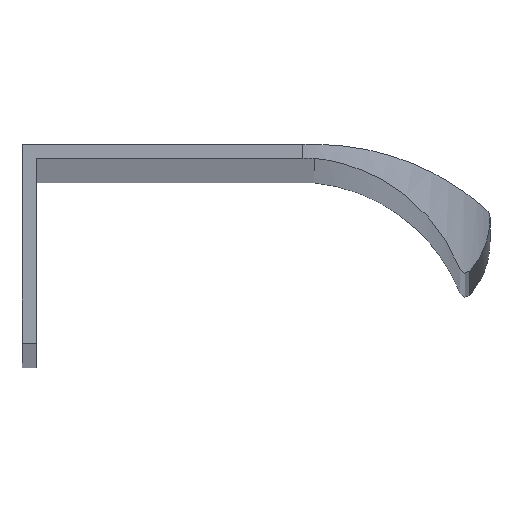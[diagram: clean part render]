
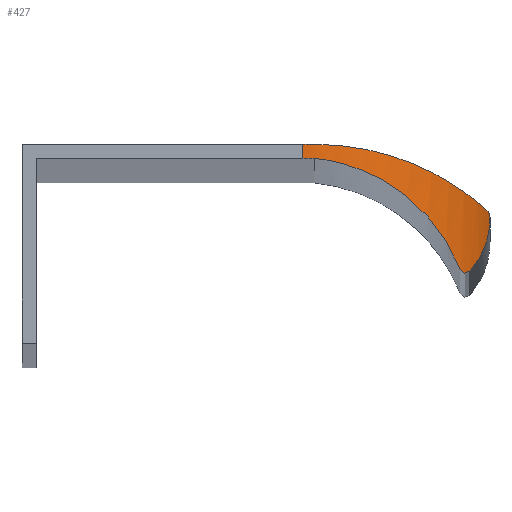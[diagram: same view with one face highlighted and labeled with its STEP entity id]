
A CAD part, top view. The second image highlights one B-rep face of the part: STEP entity #427.
In plain terms, the highlighted cylindrical face has radius 18 mm (diameter 36 mm), a partial arc.
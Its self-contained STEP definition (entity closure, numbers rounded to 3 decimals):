
#21=B_SPLINE_CURVE_WITH_KNOTS('',3,(#762,#763,#764,#765,#766,#767,#768,
#769,#770,#771,#772,#773,#774,#775,#776,#777),.UNSPECIFIED.,.F.,.F.,(4,
2,2,2,2,2,2,4),(9.265,9.388,9.735,10.082,
10.428,10.79,11.152,11.271),
 .UNSPECIFIED.);
#22=B_SPLINE_CURVE_WITH_KNOTS('',3,(#785,#786,#787,#788,#789,#790,#791,
#792,#793,#794,#795,#796,#797,#798),.UNSPECIFIED.,.F.,.F.,(4,2,2,2,2,2,
4),(5.492,5.542,5.859,6.177,
6.787,7.091,7.243),.UNSPECIFIED.);
#23=B_SPLINE_CURVE_WITH_KNOTS('',3,(#800,#801,#802,#803,#804,#805,#806,
#807,#808,#809,#810,#811),.UNSPECIFIED.,.F.,.F.,(4,2,2,2,2,4),(0.26,
0.293,0.33,0.365,0.4,
0.418),.UNSPECIFIED.);
#24=B_SPLINE_CURVE_WITH_KNOTS('',3,(#813,#814,#815,#816,#817,#818,#819,
#820,#821,#822,#823,#824),.UNSPECIFIED.,.F.,.F.,(4,2,2,2,2,4),(2.551,
2.632,2.712,2.872,3.193,3.207),
 .UNSPECIFIED.);
#25=B_SPLINE_CURVE_WITH_KNOTS('',3,(#826,#827,#828,#829),.UNSPECIFIED.,
 .F.,.F.,(4,4),(2.534,2.551),.UNSPECIFIED.);
#26=B_SPLINE_CURVE_WITH_KNOTS('',3,(#830,#831,#832,#833,#834,#835,#836,
#837,#838,#839),.UNSPECIFIED.,.F.,.F.,(4,2,2,2,4),(0.226,0.251,
0.277,0.283,0.289),.UNSPECIFIED.);
#32=CYLINDRICAL_SURFACE('',#490,18.);
#63=FACE_OUTER_BOUND('',#89,.T.);
#89=EDGE_LOOP('',(#346,#347,#348,#349,#350,#351,#352,#353,#354));
#118=LINE('',#781,#148);
#148=VECTOR('',#579,10.);
#183=CIRCLE('',#491,18.);
#184=CIRCLE('',#492,18.);
#214=VERTEX_POINT('',#760);
#215=VERTEX_POINT('',#761);
#216=VERTEX_POINT('',#778);
#217=VERTEX_POINT('',#780);
#218=VERTEX_POINT('',#782);
#219=VERTEX_POINT('',#784);
#220=VERTEX_POINT('',#799);
#221=VERTEX_POINT('',#812);
#222=VERTEX_POINT('',#825);
#264=EDGE_CURVE('',#214,#215,#21,.T.);
#265=EDGE_CURVE('',#216,#214,#183,.T.);
#266=EDGE_CURVE('',#217,#216,#118,.T.);
#267=EDGE_CURVE('',#218,#217,#184,.T.);
#268=EDGE_CURVE('',#219,#218,#22,.T.);
#269=EDGE_CURVE('',#220,#219,#23,.T.);
#270=EDGE_CURVE('',#221,#220,#24,.T.);
#271=EDGE_CURVE('',#222,#221,#25,.T.);
#272=EDGE_CURVE('',#215,#222,#26,.T.);
#346=ORIENTED_EDGE('',*,*,#264,.F.);
#347=ORIENTED_EDGE('',*,*,#265,.F.);
#348=ORIENTED_EDGE('',*,*,#266,.F.);
#349=ORIENTED_EDGE('',*,*,#267,.F.);
#350=ORIENTED_EDGE('',*,*,#268,.F.);
#351=ORIENTED_EDGE('',*,*,#269,.F.);
#352=ORIENTED_EDGE('',*,*,#270,.F.);
#353=ORIENTED_EDGE('',*,*,#271,.F.);
#354=ORIENTED_EDGE('',*,*,#272,.F.);
#427=ADVANCED_FACE('',(#63),#32,.T.);
#490=AXIS2_PLACEMENT_3D('',#759,#575,#576);
#491=AXIS2_PLACEMENT_3D('',#779,#577,#578);
#492=AXIS2_PLACEMENT_3D('',#783,#580,#581);
#575=DIRECTION('center_axis',(0.,-1.,0.));
#576=DIRECTION('ref_axis',(-0.064,0.,-0.998));
#577=DIRECTION('center_axis',(0.,1.,0.));
#578=DIRECTION('ref_axis',(-0.064,0.,-0.998));
#579=DIRECTION('',(0.,1.,0.));
#580=DIRECTION('center_axis',(0.,-1.,0.));
#581=DIRECTION('ref_axis',(-0.064,0.,-0.998));
#759=CARTESIAN_POINT('Origin',(22.85,17.,1182.037));
#760=CARTESIAN_POINT('',(25.107,17.,1199.895));
#761=CARTESIAN_POINT('',(39.835,11.294,1187.996));
#762=CARTESIAN_POINT('Ctrl Pts',(25.107,17.,1199.895));
#763=CARTESIAN_POINT('Ctrl Pts',(25.523,16.999,1199.842));
#764=CARTESIAN_POINT('Ctrl Pts',(25.939,16.986,1199.775));
#765=CARTESIAN_POINT('Ctrl Pts',(27.523,16.892,1199.461));
#766=CARTESIAN_POINT('Ctrl Pts',(28.677,16.729,1199.109));
#767=CARTESIAN_POINT('Ctrl Pts',(30.873,16.246,1198.194));
#768=CARTESIAN_POINT('Ctrl Pts',(31.917,15.927,1197.629));
#769=CARTESIAN_POINT('Ctrl Pts',(33.834,15.198,1196.344));
#770=CARTESIAN_POINT('Ctrl Pts',(34.708,14.788,1195.622));
#771=CARTESIAN_POINT('Ctrl Pts',(36.28,13.942,1194.075));
#772=CARTESIAN_POINT('Ctrl Pts',(37.031,13.472,1193.186));
#773=CARTESIAN_POINT('Ctrl Pts',(38.358,12.54,1191.249));
#774=CARTESIAN_POINT('Ctrl Pts',(38.936,12.078,1190.202));
#775=CARTESIAN_POINT('Ctrl Pts',(39.561,11.54,1188.738));
#776=CARTESIAN_POINT('Ctrl Pts',(39.704,11.413,1188.37));
#777=CARTESIAN_POINT('Ctrl Pts',(39.835,11.294,1187.996));
#778=CARTESIAN_POINT('',(24.,17.,1200.));
#779=CARTESIAN_POINT('Origin',(22.85,17.,1182.037));
#780=CARTESIAN_POINT('',(24.,15.8,1200.));
#781=CARTESIAN_POINT('',(24.,12.75,1200.));
#782=CARTESIAN_POINT('',(25.,15.8,1199.908));
#783=CARTESIAN_POINT('Origin',(22.85,15.8,1182.037));
#784=CARTESIAN_POINT('',(37.446,6.321,1192.571));
#785=CARTESIAN_POINT('Ctrl Pts',(37.446,6.321,1192.571));
#786=CARTESIAN_POINT('Ctrl Pts',(37.391,6.463,1192.647));
#787=CARTESIAN_POINT('Ctrl Pts',(37.334,6.603,1192.725));
#788=CARTESIAN_POINT('Ctrl Pts',(36.895,7.635,1193.312));
#789=CARTESIAN_POINT('Ctrl Pts',(36.433,8.483,1193.873));
#790=CARTESIAN_POINT('Ctrl Pts',(35.367,10.061,1194.995));
#791=CARTESIAN_POINT('Ctrl Pts',(34.763,10.792,1195.556));
#792=CARTESIAN_POINT('Ctrl Pts',(32.868,12.701,1197.077));
#793=CARTESIAN_POINT('Ctrl Pts',(31.258,13.853,1198.075));
#794=CARTESIAN_POINT('Ctrl Pts',(28.496,15.046,1199.157));
#795=CARTESIAN_POINT('Ctrl Pts',(27.518,15.358,1199.451));
#796=CARTESIAN_POINT('Ctrl Pts',(26.014,15.67,1199.764));
#797=CARTESIAN_POINT('Ctrl Pts',(25.508,15.748,1199.847));
#798=CARTESIAN_POINT('Ctrl Pts',(25.,15.8,1199.908));
#799=CARTESIAN_POINT('',(38.29,6.175,1191.29));
#800=CARTESIAN_POINT('Ctrl Pts',(38.29,6.175,1191.29));
#801=CARTESIAN_POINT('Ctrl Pts',(38.24,6.118,1191.373));
#802=CARTESIAN_POINT('Ctrl Pts',(38.182,6.076,1191.469));
#803=CARTESIAN_POINT('Ctrl Pts',(38.052,6.017,1191.677));
#804=CARTESIAN_POINT('Ctrl Pts',(37.979,6.003,1191.79));
#805=CARTESIAN_POINT('Ctrl Pts',(37.848,6.003,1191.99));
#806=CARTESIAN_POINT('Ctrl Pts',(37.778,6.015,1192.095));
#807=CARTESIAN_POINT('Ctrl Pts',(37.642,6.075,1192.294));
#808=CARTESIAN_POINT('Ctrl Pts',(37.576,6.122,1192.388));
#809=CARTESIAN_POINT('Ctrl Pts',(37.494,6.225,1192.504));
#810=CARTESIAN_POINT('Ctrl Pts',(37.466,6.269,1192.543));
#811=CARTESIAN_POINT('Ctrl Pts',(37.446,6.321,1192.571));
#812=CARTESIAN_POINT('',(40.001,10.761,1187.5));
#813=CARTESIAN_POINT('Ctrl Pts',(40.001,10.761,1187.5));
#814=CARTESIAN_POINT('Ctrl Pts',(40.001,10.494,1187.5));
#815=CARTESIAN_POINT('Ctrl Pts',(39.986,10.251,1187.547));
#816=CARTESIAN_POINT('Ctrl Pts',(39.938,9.793,1187.696));
#817=CARTESIAN_POINT('Ctrl Pts',(39.904,9.579,1187.798));
#818=CARTESIAN_POINT('Ctrl Pts',(39.778,8.957,1188.163));
#819=CARTESIAN_POINT('Ctrl Pts',(39.662,8.573,1188.479));
#820=CARTESIAN_POINT('Ctrl Pts',(39.227,7.465,1189.546));
#821=CARTESIAN_POINT('Ctrl Pts',(38.817,6.8,1190.397));
#822=CARTESIAN_POINT('Ctrl Pts',(38.331,6.224,1191.22));
#823=CARTESIAN_POINT('Ctrl Pts',(38.311,6.199,1191.255));
#824=CARTESIAN_POINT('Ctrl Pts',(38.29,6.175,1191.29));
#825=CARTESIAN_POINT('',(39.999,10.937,1187.507));
#826=CARTESIAN_POINT('Ctrl Pts',(39.999,10.937,1187.507));
#827=CARTESIAN_POINT('Ctrl Pts',(40.,10.879,1187.502));
#828=CARTESIAN_POINT('Ctrl Pts',(40.001,10.821,1187.5));
#829=CARTESIAN_POINT('Ctrl Pts',(40.001,10.761,1187.5));
#830=CARTESIAN_POINT('Ctrl Pts',(39.835,11.294,1187.996));
#831=CARTESIAN_POINT('Ctrl Pts',(39.863,11.269,1187.916));
#832=CARTESIAN_POINT('Ctrl Pts',(39.889,11.239,1187.839));
#833=CARTESIAN_POINT('Ctrl Pts',(39.939,11.166,1187.692));
#834=CARTESIAN_POINT('Ctrl Pts',(39.967,11.114,1187.606));
#835=CARTESIAN_POINT('Ctrl Pts',(39.988,11.03,1187.541));
#836=CARTESIAN_POINT('Ctrl Pts',(39.992,11.01,1187.528));
#837=CARTESIAN_POINT('Ctrl Pts',(39.997,10.972,1187.513));
#838=CARTESIAN_POINT('Ctrl Pts',(39.998,10.954,1187.508));
#839=CARTESIAN_POINT('Ctrl Pts',(39.999,10.937,1187.507));
